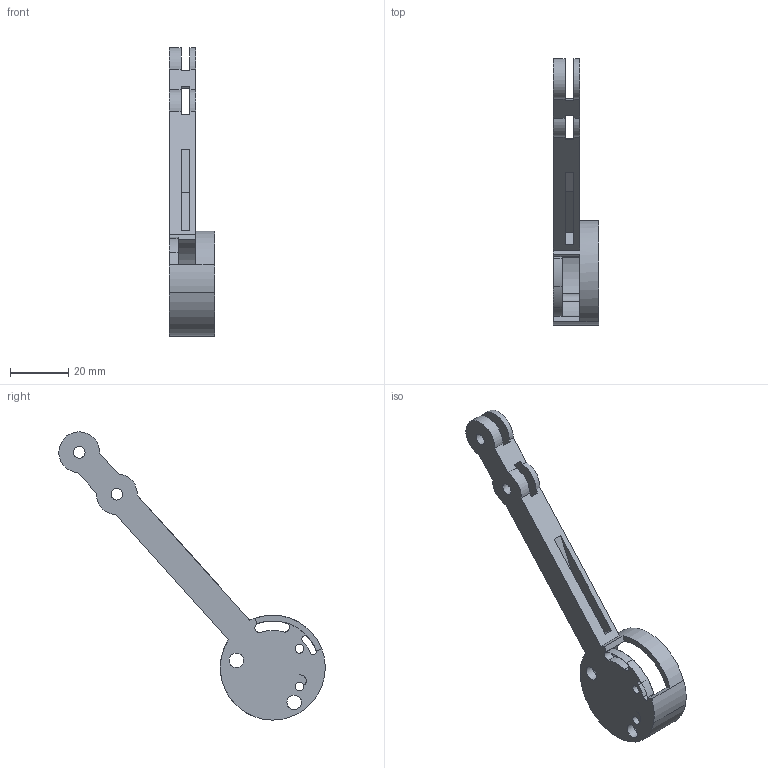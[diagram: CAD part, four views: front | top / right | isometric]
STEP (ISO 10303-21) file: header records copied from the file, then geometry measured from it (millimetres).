
FILE_DESCRIPTION(/* description */ (''),/* implementation_level */ '2;1');
FILE_NAME(/* name */ '',/* time_stamp */ '2024-05-18T11:36:25+08:00',/* author */ (''),/* organization */ (''),/* preprocessor_version */ 'ST-DEVELOPER v20',/* originating_system */ 'Autodesk Translation Framework v13.14.0.145',/* authorisation */ '');
FILE_SCHEMA (('AUTOMOTIVE_DESIGN { 1 0 10303 214 3 1 1 }'));
Length unit declared in the file: millimetre
Products named in the file (1): 镜向右小腿
Bounding box: 15.5 x 91.39 x 98.89 mm (x, y, z)
Volume: 11244.4 mm3; surface area: 9480.7 mm2
Topology: 1 solids, 1 shells, 57 faces, 170 edges, 112 vertices
Faces by surface type: cylinder 35, plane 22
Full cylindrical faces by diameter (mm): 3 x2, 4 x4, 5 x2
Entity records: 2038 total; most frequent: DIRECTION 364, ORIENTED_EDGE 340, CARTESIAN_POINT 340, EDGE_CURVE 170, AXIS2_PLACEMENT_3D 136, VERTEX_POINT 112, LINE 92, VECTOR 92
